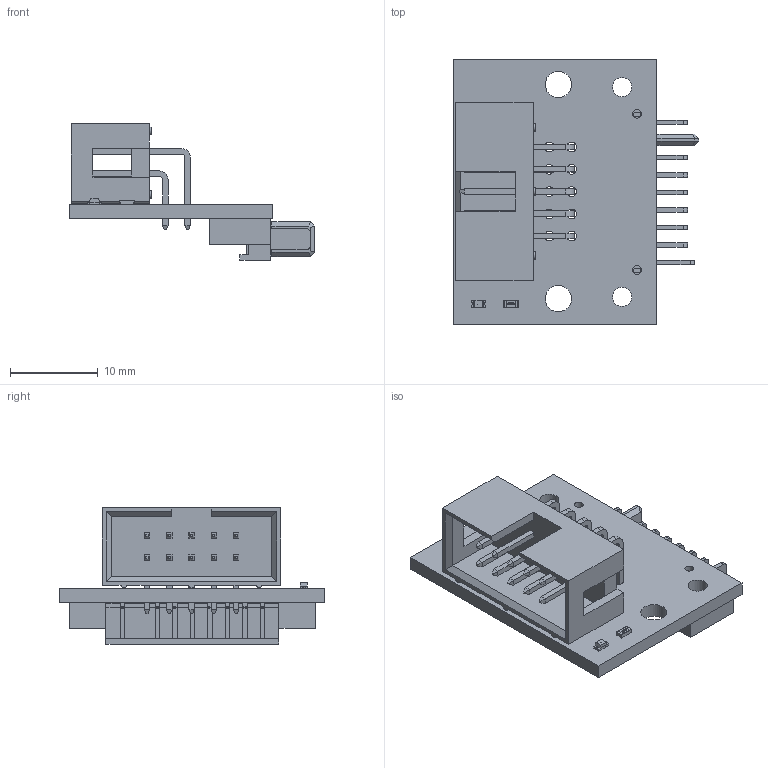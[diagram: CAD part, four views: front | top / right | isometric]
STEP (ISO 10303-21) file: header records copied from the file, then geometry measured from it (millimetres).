
FILE_DESCRIPTION(('Open CASCADE Model'),'2;1');
FILE_NAME('Open CASCADE Shape Model','2020-12-09T11:17:51',('Author'),( 'Open CASCADE'),'Open CASCADE STEP processor 6.8','Open CASCADE 6.8' ,'Unknown');
FILE_SCHEMA(('AUTOMOTIVE_DESIGN { 1 0 10303 214 1 1 1 1 }'));
Length unit declared in the file: millimetre
Products named in the file (1): PCB
Bounding box: 28.01 x 30.3 x 15.56 mm (x, y, z)
Volume: 1548.1 mm3; surface area: 4196.3 mm2
Topology: 11 solids, 360 shells, 854 faces, 3014 edges, 2540 vertices
Faces by surface type: plane 662, cylinder 129, bspline 63
Full cylindrical faces by diameter (mm): 0.85 x6, 1 x2, 1.1 x10, 2.2 x2, 3 x2
Entity records: 39196 total; most frequent: CARTESIAN_POINT 11110, DIRECTION 4758, ORIENTED_EDGE 4318, EDGE_CURVE 3014, VERTEX_POINT 2540, LINE 2502, VECTOR 2502, AXIS2_PLACEMENT_3D 1128
